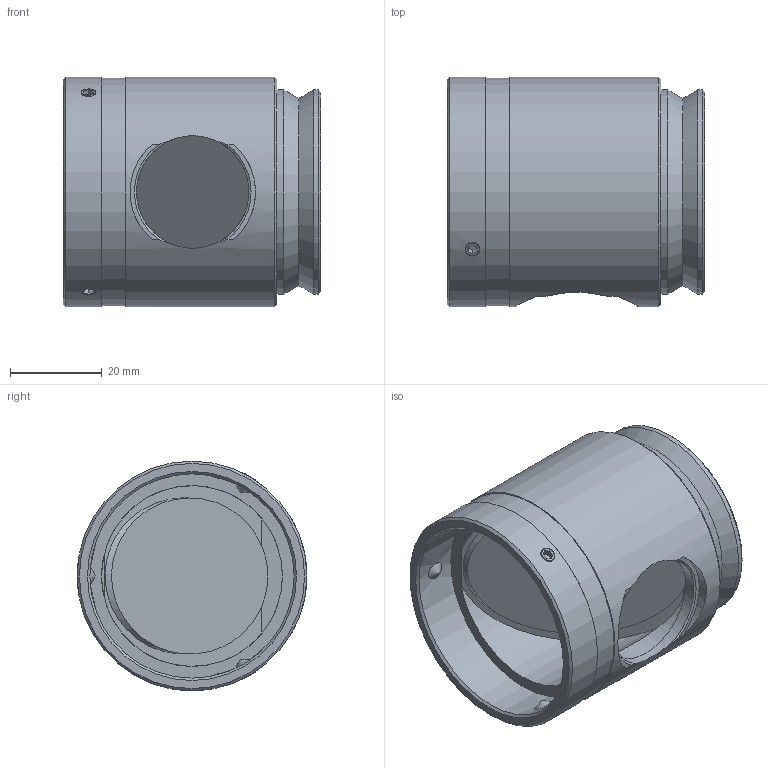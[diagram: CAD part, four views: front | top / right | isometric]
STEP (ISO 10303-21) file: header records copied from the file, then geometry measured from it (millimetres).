
FILE_DESCRIPTION(/* description */ (''),/* implementation_level */ '2;1');
FILE_NAME(/* name */ '81301_0.stp',/* time_stamp */ '2018-01-03T15:22:55-05:00',/* author */ ('BONAFEDE'),/* organization */ ('NAVITAR'),/* preprocessor_version */ 'ST-DEVELOPER v16.13',/* originating_system */ 'Autodesk Inventor 2018',/* authorisation */ '');
FILE_SCHEMA (('AUTOMOTIVE_DESIGN { 1 0 10303 214 3 1 1 }'));
Length unit declared in the file: inch
Products named in the file (1): Part2
Bounding box: 56.01 x 50.04 x 50.04 mm (x, y, z)
Volume: 38267.3 mm3; surface area: 24406.2 mm2
Topology: 1 solids, 1 shells, 89 faces, 212 edges, 138 vertices
Faces by surface type: plane 42, cylinder 27, cone 19, bspline 1
Full cylindrical faces by diameter (mm): 1.587 x1, 1.593 x2, 3.251 x3, 24.536 x1, 32.512 x1, 36.83 x1, 39.37 x1, 39.395 x1, 44.45 x2, 44.475 x1, 49.53 x1, 50.038 x2
Entity records: 2878 total; most frequent: CARTESIAN_POINT 931, DIRECTION 360, ORIENTED_EDGE 320, EDGE_CURVE 160, AXIS2_PLACEMENT_3D 147, EDGE_LOOP 144, VERTEX_POINT 122, FACE_OUTER_BOUND 89
